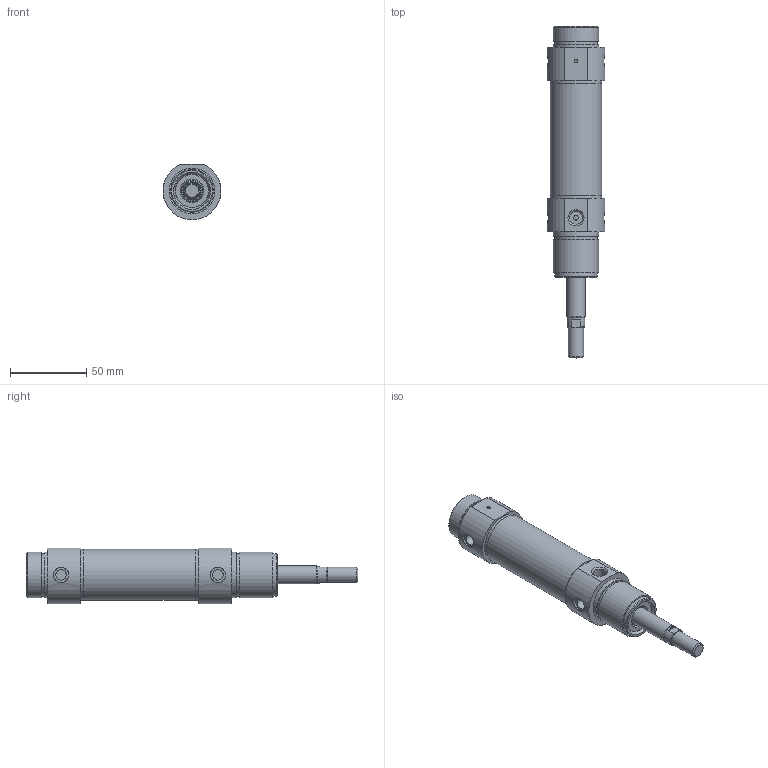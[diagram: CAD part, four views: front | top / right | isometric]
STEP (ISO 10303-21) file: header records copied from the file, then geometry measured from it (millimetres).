
FILE_DESCRIPTION((''),'2;1');
FILE_NAME('ISEM032.025.GS.M.stp','2014-07-18T15:00:22',('carlo.corazza'),(''),'Autodesk Inventor 2012','Autodesk Inventor 2012','');
FILE_SCHEMA(('AUTOMOTIVE_DESIGN { 1 0 10303 214 1 1 1 1 }'));
Length unit declared in the file: millimetre
Products named in the file (5): ISEM032..GS.M; TP; STELO-025; TA; CORPO-025
Assembly tree (4 placements, depth 2):
  ISEM032..GS.M
    TP
    STELO-025
    TA
    CORPO-025
Bounding box: 38 x 218 x 36.5 mm (x, y, z)
Volume: 95131 mm3; surface area: 39180.7 mm2
Topology: 4 solids, 5 shells, 112 faces, 213 edges, 139 vertices
Faces by surface type: plane 45, cylinder 38, cone 22, torus 7
Full cylindrical faces by diameter (mm): 2 x1, 3 x1, 6.917 x4, 8 x1, 8.566 x1, 10 x5, 11 x1, 11.5 x1, 12 x1, 12.8 x1, 12.847 x1, 13 x1, 18 x1, 22 x3, 28 x4, 30 x4, 32 x1, 33.6 x3
Entity records: 2835 total; most frequent: CARTESIAN_POINT 590, DIRECTION 462, ORIENTED_EDGE 264, AXIS2_PLACEMENT_3D 222, EDGE_LOOP 206, EDGE_CURVE 132, VERTEX_POINT 120, FACE_OUTER_BOUND 112
